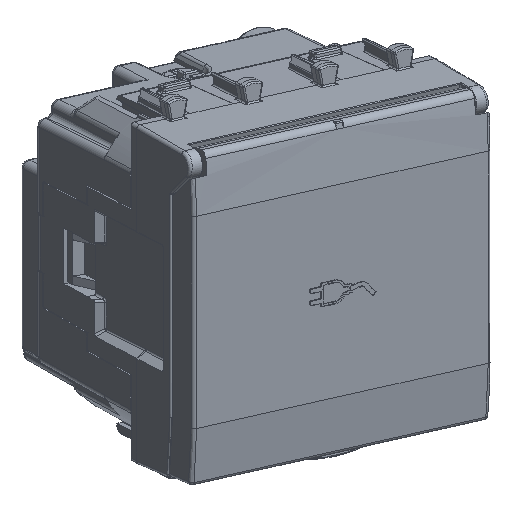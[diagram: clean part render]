
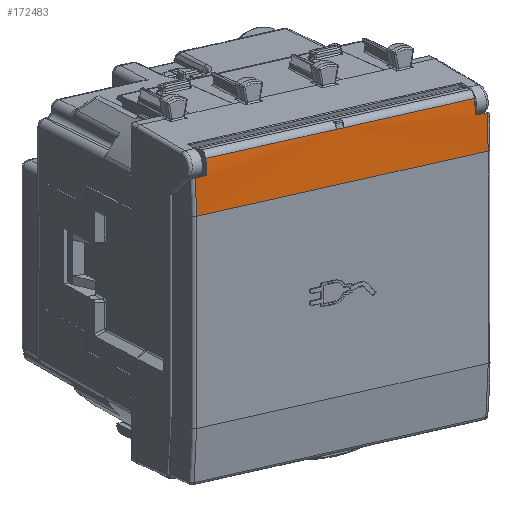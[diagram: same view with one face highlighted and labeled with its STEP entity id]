
A CAD part, top view. The second image highlights one B-rep face of the part: STEP entity #172483.
In plain terms, the highlighted cylindrical face has radius 49.6 mm (diameter 99.2 mm), a partial arc.
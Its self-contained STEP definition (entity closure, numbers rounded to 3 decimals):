
#166299=CARTESIAN_POINT('Vertex',(21.2,-0.45,4.108)) ;
#166302=CARTESIAN_POINT('Line Origine',(21.2,0.,4.108)) ;
#166306=CARTESIAN_POINT('Vertex',(21.2,-20.,4.108)) ;
#166327=CARTESIAN_POINT('Vertex',(21.2,20.,4.108)) ;
#166330=CARTESIAN_POINT('Line Origine',(21.2,0.,4.108)) ;
#166334=CARTESIAN_POINT('Vertex',(21.2,0.45,4.108)) ;
#169161=CARTESIAN_POINT('Line Origine',(14.06,0.,4.625)) ;
#169165=CARTESIAN_POINT('Vertex',(14.06,-21.714,4.625)) ;
#169167=CARTESIAN_POINT('Vertex',(14.06,21.714,4.625)) ;
#170098=CARTESIAN_POINT('Control Point',(14.06,21.714,4.625)) ;
#170099=CARTESIAN_POINT('Control Point',(15.06,21.714,4.625)) ;
#170100=CARTESIAN_POINT('Control Point',(16.059,21.714,4.6)) ;
#170101=CARTESIAN_POINT('Control Point',(17.057,21.715,4.55)) ;
#170102=CARTESIAN_POINT('Control Point',(18.054,21.715,4.474)) ;
#170103=CARTESIAN_POINT('Control Point',(19.048,21.716,4.374)) ;
#170104=CARTESIAN_POINT('Vertex',(19.048,21.716,4.374)) ;
#170166=CARTESIAN_POINT('Vertex',(19.048,-21.716,4.374)) ;
#170170=CARTESIAN_POINT('Control Point',(14.06,-21.714,4.625)) ;
#170171=CARTESIAN_POINT('Control Point',(15.06,-21.714,4.625)) ;
#170172=CARTESIAN_POINT('Control Point',(16.059,-21.714,4.6)) ;
#170173=CARTESIAN_POINT('Control Point',(17.057,-21.715,4.55)) ;
#170174=CARTESIAN_POINT('Control Point',(18.054,-21.715,4.474)) ;
#170175=CARTESIAN_POINT('Control Point',(19.048,-21.716,4.374)) ;
#172270=CARTESIAN_POINT('Line Origine',(19.048,21.5,4.374)) ;
#172274=CARTESIAN_POINT('Vertex',(19.048,20.2,4.374)) ;
#172320=CARTESIAN_POINT('Control Point',(19.048,20.2,4.374)) ;
#172321=CARTESIAN_POINT('Control Point',(19.048,20.119,4.374)) ;
#172322=CARTESIAN_POINT('Control Point',(19.099,20.037,4.369)) ;
#172323=CARTESIAN_POINT('Control Point',(19.181,20.,4.36)) ;
#172324=CARTESIAN_POINT('Control Point',(19.262,20.,4.351)) ;
#172325=CARTESIAN_POINT('Vertex',(19.262,20.,4.351)) ;
#172369=CARTESIAN_POINT('Line Origine',(19.048,21.5,4.374)) ;
#172373=CARTESIAN_POINT('Vertex',(19.048,-20.2,4.374)) ;
#172429=CARTESIAN_POINT('Control Point',(19.048,-20.2,4.374)) ;
#172430=CARTESIAN_POINT('Control Point',(19.048,-20.119,4.374)) ;
#172431=CARTESIAN_POINT('Control Point',(19.099,-20.037,4.369)) ;
#172432=CARTESIAN_POINT('Control Point',(19.181,-20.,4.36)) ;
#172433=CARTESIAN_POINT('Control Point',(19.262,-20.,4.351)) ;
#172434=CARTESIAN_POINT('Vertex',(19.262,-20.,4.351)) ;
#172449=CARTESIAN_POINT('Axis2P3D Location',(14.06,0.,-44.975)) ;
#172454=CARTESIAN_POINT('Axis2P3D Location',(14.06,20.,-44.975)) ;
#172459=CARTESIAN_POINT('Axis2P3D Location',(14.06,-20.,-44.975)) ;
#172464=CARTESIAN_POINT('Line Origine',(21.2,0.,4.108)) ;
#166303=DIRECTION('Vector Direction',(0.,1.,0.)) ;
#166331=DIRECTION('Vector Direction',(0.,1.,0.)) ;
#169162=DIRECTION('Vector Direction',(0.,1.,0.)) ;
#172271=DIRECTION('Vector Direction',(0.,1.,0.)) ;
#172370=DIRECTION('Vector Direction',(0.,1.,0.)) ;
#172450=DIRECTION('Axis2P3D Direction',(0.,1.,0.)) ;
#172451=DIRECTION('Axis2P3D XDirection',(0.,0.,1.)) ;
#172455=DIRECTION('Axis2P3D Direction',(0.,1.,0.)) ;
#172460=DIRECTION('Axis2P3D Direction',(0.,1.,0.)) ;
#172465=DIRECTION('Vector Direction',(0.,1.,0.)) ;
#172452=AXIS2_PLACEMENT_3D('Cylinder Axis2P3D',#172449,#172450,#172451) ;
#172456=AXIS2_PLACEMENT_3D('Circle Axis2P3D',#172454,#172455,$) ;
#172461=AXIS2_PLACEMENT_3D('Circle Axis2P3D',#172459,#172460,$) ;
#172470=ORIENTED_EDGE('',*,*,#166336,.T.) ;
#172471=ORIENTED_EDGE('',*,*,#172458,.F.) ;
#172472=ORIENTED_EDGE('',*,*,#172327,.T.) ;
#172473=ORIENTED_EDGE('',*,*,#172276,.T.) ;
#172474=ORIENTED_EDGE('',*,*,#170106,.F.) ;
#172475=ORIENTED_EDGE('',*,*,#169169,.F.) ;
#172476=ORIENTED_EDGE('',*,*,#170176,.F.) ;
#172477=ORIENTED_EDGE('',*,*,#172375,.F.) ;
#172478=ORIENTED_EDGE('',*,*,#172436,.T.) ;
#172479=ORIENTED_EDGE('',*,*,#172463,.T.) ;
#172480=ORIENTED_EDGE('',*,*,#166308,.T.) ;
#172481=ORIENTED_EDGE('',*,*,#172468,.T.) ;
#166304=VECTOR('Line Direction',#166303,1.) ;
#166332=VECTOR('Line Direction',#166331,1.) ;
#169163=VECTOR('Line Direction',#169162,1.) ;
#172272=VECTOR('Line Direction',#172271,1.) ;
#172371=VECTOR('Line Direction',#172370,1.) ;
#172466=VECTOR('Line Direction',#172465,1.) ;
#172483=ADVANCED_FACE('PartBody',(#172482),#172453,.T.) ;
#170097=B_SPLINE_CURVE_WITH_KNOTS('',5,(#170098,#170099,#170100,#170101,#170102,#170103),.UNSPECIFIED.,.F.,.U.,(6,6),(34.485,41.515),.UNSPECIFIED.) ;
#170169=B_SPLINE_CURVE_WITH_KNOTS('',5,(#170170,#170171,#170172,#170173,#170174,#170175),.UNSPECIFIED.,.F.,.U.,(6,6),(34.485,41.515),.UNSPECIFIED.) ;
#172319=B_SPLINE_CURVE_WITH_KNOTS('',4,(#172320,#172321,#172322,#172323,#172324),.UNSPECIFIED.,.F.,.U.,(5,5),(0.,0.461),.UNSPECIFIED.) ;
#172428=B_SPLINE_CURVE_WITH_KNOTS('',4,(#172429,#172430,#172431,#172432,#172433),.UNSPECIFIED.,.F.,.U.,(5,5),(0.,0.461),.UNSPECIFIED.) ;
#172457=CIRCLE('generated circle',#172456,49.6) ;
#172462=CIRCLE('generated circle',#172461,49.6) ;
#172453=CYLINDRICAL_SURFACE('generated cylinder',#172452,49.6) ;
#166308=EDGE_CURVE('',#166307,#166300,#166305,.T.) ;
#166336=EDGE_CURVE('',#166335,#166328,#166333,.T.) ;
#169169=EDGE_CURVE('',#169166,#169168,#169164,.T.) ;
#170106=EDGE_CURVE('',#169168,#170105,#170097,.T.) ;
#170176=EDGE_CURVE('',#170167,#169166,#170169,.F.) ;
#172276=EDGE_CURVE('',#172275,#170105,#172273,.T.) ;
#172327=EDGE_CURVE('',#172326,#172275,#172319,.F.) ;
#172375=EDGE_CURVE('',#172374,#170167,#172372,.F.) ;
#172436=EDGE_CURVE('',#172374,#172435,#172428,.T.) ;
#172458=EDGE_CURVE('',#172326,#166328,#172457,.T.) ;
#172463=EDGE_CURVE('',#172435,#166307,#172462,.T.) ;
#172468=EDGE_CURVE('',#166300,#166335,#172467,.T.) ;
#172469=EDGE_LOOP('',(#172470,#172471,#172472,#172473,#172474,#172475,#172476,#172477,#172478,#172479,#172480,#172481)) ;
#172482=FACE_OUTER_BOUND('',#172469,.T.) ;
#166305=LINE('Line',#166302,#166304) ;
#166333=LINE('Line',#166330,#166332) ;
#169164=LINE('Line',#169161,#169163) ;
#172273=LINE('Line',#172270,#172272) ;
#172372=LINE('Line',#172369,#172371) ;
#172467=LINE('Line',#172464,#172466) ;
#166300=VERTEX_POINT('',#166299) ;
#166307=VERTEX_POINT('',#166306) ;
#166328=VERTEX_POINT('',#166327) ;
#166335=VERTEX_POINT('',#166334) ;
#169166=VERTEX_POINT('',#169165) ;
#169168=VERTEX_POINT('',#169167) ;
#170105=VERTEX_POINT('',#170104) ;
#170167=VERTEX_POINT('',#170166) ;
#172275=VERTEX_POINT('',#172274) ;
#172326=VERTEX_POINT('',#172325) ;
#172374=VERTEX_POINT('',#172373) ;
#172435=VERTEX_POINT('',#172434) ;
